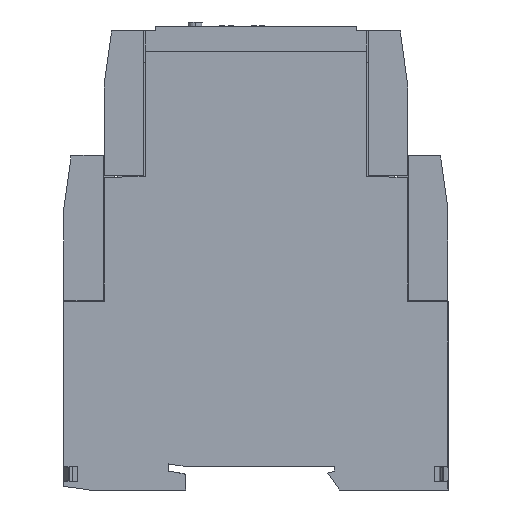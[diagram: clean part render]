
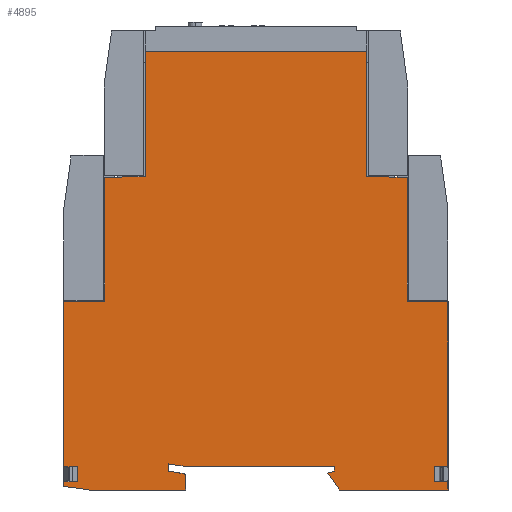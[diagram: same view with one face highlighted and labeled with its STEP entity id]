
A CAD part, left-side view. The second image highlights one B-rep face of the part: STEP entity #4895.
In plain terms, the highlighted planar face has unit normal (-1, 0, 0).
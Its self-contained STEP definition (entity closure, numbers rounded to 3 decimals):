
#4895=ADVANCED_FACE('',(#10017),#10018,.F.);
#10017=FACE_OUTER_BOUND('',#15188,.T.);
#10018=PLANE('',#15189);
#15188=EDGE_LOOP('',(#30426,#30427,#30428,#30429,#30430,#30431,#30432,#30433,#30434,#30435,#30436,#30437,#30438,#30439,#30440,#30441,#30442,#30443,#30444,#30445,#30446,#30447,#30448,#30449,#30450,#30451,#30452,#30453,#30454,#30455,#30456));
#15189=AXIS2_PLACEMENT_3D('',#30457,#30458,#30459);
#30426=ORIENTED_EDGE('',*,*,#36852,.F.);
#30427=ORIENTED_EDGE('',*,*,#36895,.F.);
#30428=ORIENTED_EDGE('',*,*,#36896,.F.);
#30429=ORIENTED_EDGE('',*,*,#36897,.F.);
#30430=ORIENTED_EDGE('',*,*,#36887,.F.);
#30431=ORIENTED_EDGE('',*,*,#36890,.F.);
#30432=ORIENTED_EDGE('',*,*,#36898,.F.);
#30433=ORIENTED_EDGE('',*,*,#36899,.T.);
#30434=ORIENTED_EDGE('',*,*,#36900,.T.);
#30435=ORIENTED_EDGE('',*,*,#36901,.T.);
#30436=ORIENTED_EDGE('',*,*,#36902,.F.);
#30437=ORIENTED_EDGE('',*,*,#31950,.F.);
#30438=ORIENTED_EDGE('',*,*,#36903,.F.);
#30439=ORIENTED_EDGE('',*,*,#36904,.F.);
#30440=ORIENTED_EDGE('',*,*,#36905,.F.);
#30441=ORIENTED_EDGE('',*,*,#36906,.F.);
#30442=ORIENTED_EDGE('',*,*,#36907,.F.);
#30443=ORIENTED_EDGE('',*,*,#36908,.F.);
#30444=ORIENTED_EDGE('',*,*,#36909,.F.);
#30445=ORIENTED_EDGE('',*,*,#36558,.F.);
#30446=ORIENTED_EDGE('',*,*,#36910,.F.);
#30447=ORIENTED_EDGE('',*,*,#36911,.T.);
#30448=ORIENTED_EDGE('',*,*,#36912,.T.);
#30449=ORIENTED_EDGE('',*,*,#36913,.T.);
#30450=ORIENTED_EDGE('',*,*,#36914,.F.);
#30451=ORIENTED_EDGE('',*,*,#36915,.F.);
#30452=ORIENTED_EDGE('',*,*,#36916,.F.);
#30453=ORIENTED_EDGE('',*,*,#36917,.F.);
#30454=ORIENTED_EDGE('',*,*,#36918,.F.);
#30455=ORIENTED_EDGE('',*,*,#36919,.F.);
#30456=ORIENTED_EDGE('',*,*,#36920,.F.);
#30457=CARTESIAN_POINT('',(0.0,43.075,43.271));
#30458=DIRECTION('',(1.0,0.0,0.0));
#30459=DIRECTION('',(0.0,0.0,-1.0));
#31950=EDGE_CURVE('',#38700,#38702,#38703,.T.);
#36558=EDGE_CURVE('',#45412,#45414,#45415,.T.);
#36852=EDGE_CURVE('',#45843,#45845,#45846,.T.);
#36887=EDGE_CURVE('',#45894,#45890,#45896,.T.);
#36890=EDGE_CURVE('',#45898,#45894,#45900,.T.);
#36895=EDGE_CURVE('',#45905,#45843,#45906,.T.);
#36896=EDGE_CURVE('',#45907,#45905,#45908,.T.);
#36897=EDGE_CURVE('',#45890,#45907,#45909,.T.);
#36898=EDGE_CURVE('',#45910,#45898,#45911,.T.);
#36899=EDGE_CURVE('',#45910,#45912,#45913,.T.);
#36900=EDGE_CURVE('',#45912,#45914,#45915,.T.);
#36901=EDGE_CURVE('',#45914,#45916,#45917,.T.);
#36902=EDGE_CURVE('',#38702,#45916,#45918,.T.);
#36903=EDGE_CURVE('',#45919,#38700,#45920,.T.);
#36904=EDGE_CURVE('',#45921,#45919,#45922,.T.);
#36905=EDGE_CURVE('',#45923,#45921,#45924,.T.);
#36906=EDGE_CURVE('',#45925,#45923,#45926,.T.);
#36907=EDGE_CURVE('',#45927,#45925,#45928,.T.);
#36908=EDGE_CURVE('',#45929,#45927,#45930,.T.);
#36909=EDGE_CURVE('',#45414,#45929,#45931,.T.);
#36910=EDGE_CURVE('',#45932,#45412,#45933,.T.);
#36911=EDGE_CURVE('',#45932,#45934,#45935,.T.);
#36912=EDGE_CURVE('',#45934,#45936,#45937,.T.);
#36913=EDGE_CURVE('',#45936,#45938,#45939,.T.);
#36914=EDGE_CURVE('',#45940,#45938,#45941,.T.);
#36915=EDGE_CURVE('',#45942,#45940,#45943,.T.);
#36916=EDGE_CURVE('',#45944,#45942,#45945,.T.);
#36917=EDGE_CURVE('',#45946,#45944,#45947,.T.);
#36918=EDGE_CURVE('',#45948,#45946,#45949,.T.);
#36919=EDGE_CURVE('',#45950,#45948,#45951,.T.);
#36920=EDGE_CURVE('',#45845,#45950,#45952,.T.);
#38700=VERTEX_POINT('',#48430);
#38702=VERTEX_POINT('',#48433);
#38703=LINE('',#48434,#48435);
#45412=VERTEX_POINT('',#59106);
#45414=VERTEX_POINT('',#59109);
#45415=LINE('',#59110,#59111);
#45843=VERTEX_POINT('',#59742);
#45845=VERTEX_POINT('',#59745);
#45846=LINE('',#59746,#59747);
#45890=VERTEX_POINT('',#59814);
#45894=VERTEX_POINT('',#59820);
#45896=LINE('',#59823,#59824);
#45898=VERTEX_POINT('',#59826);
#45900=LINE('',#59829,#59830);
#45905=VERTEX_POINT('',#59835);
#45906=LINE('',#59836,#59837);
#45907=VERTEX_POINT('',#59838);
#45908=LINE('',#59839,#59840);
#45909=LINE('',#59841,#59842);
#45910=VERTEX_POINT('',#59843);
#45911=LINE('',#59844,#59845);
#45912=VERTEX_POINT('',#59846);
#45913=LINE('',#59847,#59848);
#45914=VERTEX_POINT('',#59849);
#45915=LINE('',#59850,#59851);
#45916=VERTEX_POINT('',#59852);
#45917=LINE('',#59853,#59854);
#45918=LINE('',#59855,#59856);
#45919=VERTEX_POINT('',#59857);
#45920=LINE('',#59858,#59859);
#45921=VERTEX_POINT('',#59860);
#45922=LINE('',#59861,#59862);
#45923=VERTEX_POINT('',#59863);
#45924=LINE('',#59864,#59865);
#45925=VERTEX_POINT('',#59866);
#45926=LINE('',#59867,#59868);
#45927=VERTEX_POINT('',#59869);
#45928=LINE('',#59870,#59871);
#45929=VERTEX_POINT('',#59872);
#45930=LINE('',#59873,#59874);
#45931=LINE('',#59875,#59876);
#45932=VERTEX_POINT('',#59877);
#45933=LINE('',#59878,#59879);
#45934=VERTEX_POINT('',#59880);
#45935=LINE('',#59881,#59882);
#45936=VERTEX_POINT('',#59883);
#45937=LINE('',#59884,#59885);
#45938=VERTEX_POINT('',#59886);
#45939=LINE('',#59887,#59888);
#45940=VERTEX_POINT('',#59889);
#45941=LINE('',#59890,#59891);
#45942=VERTEX_POINT('',#59892);
#45943=LINE('',#59893,#59894);
#45944=VERTEX_POINT('',#59895);
#45945=LINE('',#59896,#59897);
#45946=VERTEX_POINT('',#59898);
#45947=LINE('',#59899,#59900);
#45948=VERTEX_POINT('',#59901);
#45949=CIRCLE('',#59902,45.43);
#45950=VERTEX_POINT('',#59903);
#45951=LINE('',#59904,#59905);
#45952=LINE('',#59906,#59907);
#48430=CARTESIAN_POINT('',(0.0,9.15,42.095));
#48433=CARTESIAN_POINT('',(0.0,0.05,41.936));
#48434=CARTESIAN_POINT('',(0.0,9.15,42.095));
#48435=VECTOR('',#61409,1.0);
#59106=CARTESIAN_POINT('',(0.0,85.65,41.936));
#59109=CARTESIAN_POINT('',(0.0,76.55,42.095));
#59110=CARTESIAN_POINT('',(0.0,85.65,41.936));
#59111=VECTOR('',#65195,1.0);
#59742=CARTESIAN_POINT('',(0.0,25.35,5.295));
#59745=CARTESIAN_POINT('',(0.0,58.85,5.295));
#59746=CARTESIAN_POINT('',(0.0,25.35,5.295));
#59747=VECTOR('',#65421,1.0);
#59814=CARTESIAN_POINT('',(0.,26.783,3.706));
#59820=CARTESIAN_POINT('',(0.0,24.188,0.0));
#59823=CARTESIAN_POINT('',(0.0,24.188,0.0));
#59824=VECTOR('',#65448,1.0);
#59826=CARTESIAN_POINT('',(0.0,0.05,0.0));
#59829=CARTESIAN_POINT('',(0.0,0.05,0.0));
#59830=VECTOR('',#65450,1.0);
#59835=CARTESIAN_POINT('',(0.0,25.35,4.195));
#59836=CARTESIAN_POINT('',(0.0,25.35,4.195));
#59837=VECTOR('',#65451,1.0);
#59838=CARTESIAN_POINT('',(0.0,26.741,3.822));
#59839=CARTESIAN_POINT('',(0.0,26.741,3.822));
#59840=VECTOR('',#65452,1.0);
#59841=CARTESIAN_POINT('',(0.0,26.783,3.706));
#59842=VECTOR('',#65453,1.0);
#59843=CARTESIAN_POINT('',(0.0,0.05,1.86));
#59844=CARTESIAN_POINT('',(0.0,0.05,41.936));
#59845=VECTOR('',#65454,1.0);
#59846=CARTESIAN_POINT('',(0.0,3.06,1.86));
#59847=CARTESIAN_POINT('',(0.0,22.315,1.86));
#59848=VECTOR('',#65455,1.0);
#59849=CARTESIAN_POINT('',(0.0,3.06,5.23));
#59850=CARTESIAN_POINT('',(0.0,3.06,23.408));
#59851=VECTOR('',#65456,1.0);
#59852=CARTESIAN_POINT('',(0.0,0.05,5.23));
#59853=CARTESIAN_POINT('',(0.0,22.315,5.23));
#59854=VECTOR('',#65457,1.0);
#59855=CARTESIAN_POINT('',(0.0,0.05,41.936));
#59856=VECTOR('',#65458,1.0);
#59857=CARTESIAN_POINT('',(0.0,9.15,69.688));
#59858=CARTESIAN_POINT('',(0.0,9.15,69.688));
#59859=VECTOR('',#65459,1.0);
#59860=CARTESIAN_POINT('',(0.0,18.15,69.845));
#59861=CARTESIAN_POINT('',(0.0,18.15,69.845));
#59862=VECTOR('',#65460,1.0);
#59863=CARTESIAN_POINT('',(0.0,18.15,97.781));
#59864=CARTESIAN_POINT('',(0.0,18.15,97.781));
#59865=VECTOR('',#65461,1.0);
#59866=CARTESIAN_POINT('',(0.0,67.55,97.781));
#59867=CARTESIAN_POINT('',(0.0,67.55,97.781));
#59868=VECTOR('',#65462,1.0);
#59869=CARTESIAN_POINT('',(0.0,67.55,69.845));
#59870=CARTESIAN_POINT('',(0.0,67.55,69.845));
#59871=VECTOR('',#65463,1.0);
#59872=CARTESIAN_POINT('',(0.0,76.55,69.688));
#59873=CARTESIAN_POINT('',(0.0,76.55,69.688));
#59874=VECTOR('',#65464,1.0);
#59875=CARTESIAN_POINT('',(0.0,76.55,42.095));
#59876=VECTOR('',#65465,1.0);
#59877=CARTESIAN_POINT('',(0.0,85.65,5.23));
#59878=CARTESIAN_POINT('',(0.0,85.65,0.8));
#59879=VECTOR('',#65466,1.0);
#59880=CARTESIAN_POINT('',(0.0,82.64,5.23));
#59881=CARTESIAN_POINT('',(0.0,63.61,5.23));
#59882=VECTOR('',#65467,1.0);
#59883=CARTESIAN_POINT('',(0.0,82.64,1.86));
#59884=CARTESIAN_POINT('',(0.0,82.64,23.408));
#59885=VECTOR('',#65468,1.0);
#59886=CARTESIAN_POINT('',(0.0,85.65,1.86));
#59887=CARTESIAN_POINT('',(0.0,63.61,1.86));
#59888=VECTOR('',#65469,1.0);
#59889=CARTESIAN_POINT('',(0.0,85.65,0.8));
#59890=CARTESIAN_POINT('',(0.0,85.65,0.8));
#59891=VECTOR('',#65470,1.0);
#59892=CARTESIAN_POINT('',(0.0,79.957,0.0));
#59893=CARTESIAN_POINT('',(0.0,79.957,0.0));
#59894=VECTOR('',#65471,1.0);
#59895=CARTESIAN_POINT('',(0.0,58.555,0.0));
#59896=CARTESIAN_POINT('',(0.0,58.555,0.0));
#59897=VECTOR('',#65472,1.0);
#59898=CARTESIAN_POINT('',(0.0,58.555,3.496));
#59899=CARTESIAN_POINT('',(0.0,58.555,3.496));
#59900=VECTOR('',#65473,1.0);
#59901=CARTESIAN_POINT('',(0.0,62.35,4.195));
#59902=AXIS2_PLACEMENT_3D('',#65474,#65475,#65476);
#59903=CARTESIAN_POINT('',(0.0,62.35,5.795));
#59904=CARTESIAN_POINT('',(0.0,62.35,5.795));
#59905=VECTOR('',#65477,1.0);
#59906=CARTESIAN_POINT('',(0.0,58.85,5.295));
#59907=VECTOR('',#65478,1.0);
#61409=DIRECTION('',(0.0,-1.,-0.017));
#65195=DIRECTION('',(0.0,-1.,0.017));
#65421=DIRECTION('',(0.0,1.0,0.0));
#65448=DIRECTION('',(0.0,0.574,0.819));
#65450=DIRECTION('',(0.0,1.0,0.0));
#65451=DIRECTION('',(0.0,0.0,1.0));
#65452=DIRECTION('',(0.0,-0.966,0.259));
#65453=DIRECTION('',(0.0,-0.342,0.94));
#65454=DIRECTION('',(0.0,0.0,-1.0));
#65455=DIRECTION('',(0.0,1.0,0.0));
#65456=DIRECTION('',(0.0,0.0,1.0));
#65457=DIRECTION('',(0.0,-1.0,0.0));
#65458=DIRECTION('',(0.0,0.0,-1.0));
#65459=DIRECTION('',(0.0,0.0,-1.0));
#65460=DIRECTION('',(0.0,-1.,-0.017));
#65461=DIRECTION('',(0.0,0.0,-1.0));
#65462=DIRECTION('',(0.0,-1.0,0.0));
#65463=DIRECTION('',(0.0,0.0,1.0));
#65464=DIRECTION('',(0.0,-1.,0.017));
#65465=DIRECTION('',(0.0,0.0,1.0));
#65466=DIRECTION('',(0.0,0.0,1.0));
#65467=DIRECTION('',(0.0,-1.0,0.0));
#65468=DIRECTION('',(0.0,0.0,-1.0));
#65469=DIRECTION('',(0.0,1.0,0.0));
#65470=DIRECTION('',(0.0,0.0,1.0));
#65471=DIRECTION('',(0.0,0.99,0.139));
#65472=DIRECTION('',(0.0,1.0,0.0));
#65473=DIRECTION('',(0.0,0.,-1.));
#65474=CARTESIAN_POINT('',(0.0,68.673,-40.793));
#65475=DIRECTION('',(1.0,0.0,0.0));
#65476=DIRECTION('',(0.0,-0.139,0.99));
#65477=DIRECTION('',(0.0,0.0,-1.0));
#65478=DIRECTION('',(0.0,0.99,0.141));
